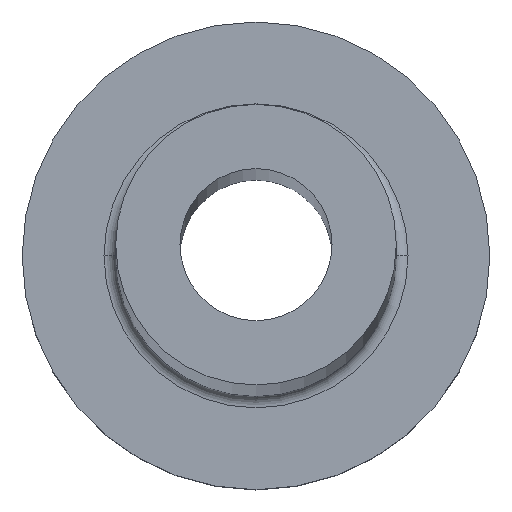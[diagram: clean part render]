
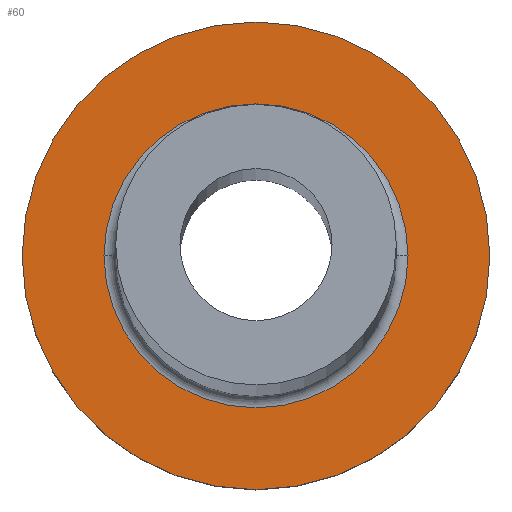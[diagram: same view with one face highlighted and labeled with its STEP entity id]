
A CAD part, top view. The second image highlights one B-rep face of the part: STEP entity #60.
In plain terms, the highlighted planar face has unit normal (0, 0, 1).
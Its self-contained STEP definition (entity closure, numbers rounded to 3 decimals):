
#1 = ORIENTED_EDGE ( 'NONE', *, *, #133, .T. ) ;
#4 = DIRECTION ( 'NONE',  ( 0., 0., -1. ) ) ;
#12 = CARTESIAN_POINT ( 'NONE',  ( 0., 0., 7. ) ) ;
#18 = VERTEX_POINT ( 'NONE', #197 ) ;
#28 = AXIS2_PLACEMENT_3D ( 'NONE', #39, #334, #63 ) ;
#39 = CARTESIAN_POINT ( 'NONE',  ( 0., 0., 7. ) ) ;
#40 = CIRCLE ( 'NONE', #329, 6.5 ) ;
#60 = ADVANCED_FACE ( 'NONE', ( #206, #107 ), #139, .T. ) ;
#63 = DIRECTION ( 'NONE',  ( 1., 0., 0. ) ) ;
#68 = CARTESIAN_POINT ( 'NONE',  ( 10., 0., 7. ) ) ;
#75 = ORIENTED_EDGE ( 'NONE', *, *, #188, .T. ) ;
#101 = VERTEX_POINT ( 'NONE', #178 ) ;
#107 = FACE_OUTER_BOUND ( 'NONE', #128, .T. ) ;
#126 = CARTESIAN_POINT ( 'NONE',  ( 0., 0., 7. ) ) ;
#128 = EDGE_LOOP ( 'NONE', ( #338, #315 ) ) ;
#133 = EDGE_CURVE ( 'NONE', #101, #18, #40, .T. ) ;
#139 = PLANE ( 'NONE',  #207 ) ;
#155 = DIRECTION ( 'NONE',  ( 1., 0., 0. ) ) ;
#161 = DIRECTION ( 'NONE',  ( 0., 0., 1. ) ) ;
#164 = CARTESIAN_POINT ( 'NONE',  ( 0., 0., 7. ) ) ;
#170 = DIRECTION ( 'NONE',  ( 0., 0., 1. ) ) ;
#178 = CARTESIAN_POINT ( 'NONE',  ( 6.5, 0., 7. ) ) ;
#180 = DIRECTION ( 'NONE',  ( 1., 0., 0. ) ) ;
#188 = EDGE_CURVE ( 'NONE', #18, #101, #322, .T. ) ;
#197 = CARTESIAN_POINT ( 'NONE',  ( -6.5, 0., 7. ) ) ;
#201 = EDGE_CURVE ( 'NONE', #284, #289, #259, .T. ) ;
#206 = FACE_BOUND ( 'NONE', #253, .T. ) ;
#207 = AXIS2_PLACEMENT_3D ( 'NONE', #164, #170, #318 ) ;
#224 = CARTESIAN_POINT ( 'NONE',  ( -10., 0., 7. ) ) ;
#231 = AXIS2_PLACEMENT_3D ( 'NONE', #340, #161, #342 ) ;
#237 = CIRCLE ( 'NONE', #231, 10. ) ;
#253 = EDGE_LOOP ( 'NONE', ( #1, #75 ) ) ;
#259 = CIRCLE ( 'NONE', #28, 10. ) ;
#284 = VERTEX_POINT ( 'NONE', #68 ) ;
#289 = VERTEX_POINT ( 'NONE', #224 ) ;
#301 = AXIS2_PLACEMENT_3D ( 'NONE', #12, #326, #155 ) ;
#302 = EDGE_CURVE ( 'NONE', #289, #284, #237, .T. ) ;
#315 = ORIENTED_EDGE ( 'NONE', *, *, #201, .T. ) ;
#318 = DIRECTION ( 'NONE',  ( 1., 0., 0. ) ) ;
#322 = CIRCLE ( 'NONE', #301, 6.5 ) ;
#326 = DIRECTION ( 'NONE',  ( 0., 0., -1. ) ) ;
#329 = AXIS2_PLACEMENT_3D ( 'NONE', #126, #4, #180 ) ;
#334 = DIRECTION ( 'NONE',  ( 0., 0., 1. ) ) ;
#338 = ORIENTED_EDGE ( 'NONE', *, *, #302, .T. ) ;
#340 = CARTESIAN_POINT ( 'NONE',  ( 0., 0., 7. ) ) ;
#342 = DIRECTION ( 'NONE',  ( 1., 0., 0. ) ) ;
